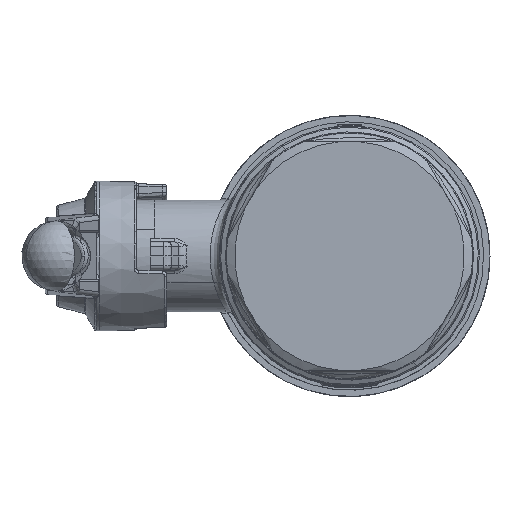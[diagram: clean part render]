
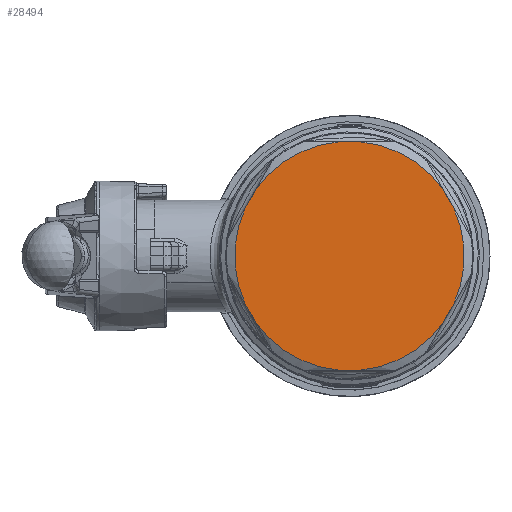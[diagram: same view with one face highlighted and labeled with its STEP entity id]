
A CAD part, left-side view. The second image highlights one B-rep face of the part: STEP entity #28494.
In plain terms, the highlighted planar face has unit normal (-1, 0, 0).
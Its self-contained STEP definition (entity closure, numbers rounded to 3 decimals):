
#24616=CARTESIAN_POINT('Axis2P3D Location',(-41.5,0.,0.)) ;
#24620=CARTESIAN_POINT('Vertex',(-41.5,2.211,24.4)) ;
#24622=CARTESIAN_POINT('Vertex',(-41.5,20.025,14.115)) ;
#25021=CARTESIAN_POINT('Axis2P3D Location',(-41.5,0.,0.)) ;
#25025=CARTESIAN_POINT('Vertex',(-41.5,-20.025,14.115)) ;
#25027=CARTESIAN_POINT('Vertex',(-41.5,-2.211,24.4)) ;
#25417=CARTESIAN_POINT('Axis2P3D Location',(-41.5,0.,0.)) ;
#25421=CARTESIAN_POINT('Vertex',(-41.5,-22.237,-10.285)) ;
#25423=CARTESIAN_POINT('Vertex',(-41.5,-22.237,10.285)) ;
#25813=CARTESIAN_POINT('Axis2P3D Location',(-41.5,0.,0.)) ;
#25817=CARTESIAN_POINT('Vertex',(-41.5,-2.211,-24.4)) ;
#25819=CARTESIAN_POINT('Vertex',(-41.5,-20.025,-14.115)) ;
#26924=CARTESIAN_POINT('Axis2P3D Location',(-41.5,0.,0.)) ;
#26928=CARTESIAN_POINT('Vertex',(-41.5,20.025,-14.115)) ;
#26930=CARTESIAN_POINT('Vertex',(-41.5,2.211,-24.4)) ;
#27320=CARTESIAN_POINT('Axis2P3D Location',(-41.5,0.,0.)) ;
#27324=CARTESIAN_POINT('Vertex',(-41.5,22.237,10.285)) ;
#27326=CARTESIAN_POINT('Vertex',(-41.5,22.237,-10.285)) ;
#28445=CARTESIAN_POINT('Axis2P3D Location',(-41.5,21.35,0.)) ;
#28450=CARTESIAN_POINT('Line Origine',(-41.5,21.131,12.2)) ;
#28455=CARTESIAN_POINT('Line Origine',(-41.5,21.131,-12.2)) ;
#28460=CARTESIAN_POINT('Line Origine',(-41.5,0.,-24.4)) ;
#28465=CARTESIAN_POINT('Line Origine',(-41.5,-21.131,-12.2)) ;
#28470=CARTESIAN_POINT('Line Origine',(-41.5,-21.131,12.2)) ;
#28475=CARTESIAN_POINT('Line Origine',(-41.5,0.,24.4)) ;
#24617=DIRECTION('Axis2P3D Direction',(1.,-0.,0.)) ;
#25022=DIRECTION('Axis2P3D Direction',(1.,-0.,0.)) ;
#25418=DIRECTION('Axis2P3D Direction',(1.,-0.,0.)) ;
#25814=DIRECTION('Axis2P3D Direction',(1.,-0.,0.)) ;
#26925=DIRECTION('Axis2P3D Direction',(1.,-0.,0.)) ;
#27321=DIRECTION('Axis2P3D Direction',(1.,-0.,0.)) ;
#28446=DIRECTION('Axis2P3D Direction',(-1.,0.,0.)) ;
#28447=DIRECTION('Axis2P3D XDirection',(0.,1.,0.)) ;
#28451=DIRECTION('Vector Direction',(0.,-0.5,0.866)) ;
#28456=DIRECTION('Vector Direction',(0.,-0.5,-0.866)) ;
#28461=DIRECTION('Vector Direction',(0.,-1.,0.)) ;
#28466=DIRECTION('Vector Direction',(0.,0.5,-0.866)) ;
#28471=DIRECTION('Vector Direction',(0.,0.5,0.866)) ;
#28476=DIRECTION('Vector Direction',(0.,1.,0.)) ;
#24618=AXIS2_PLACEMENT_3D('Circle Axis2P3D',#24616,#24617,$) ;
#25023=AXIS2_PLACEMENT_3D('Circle Axis2P3D',#25021,#25022,$) ;
#25419=AXIS2_PLACEMENT_3D('Circle Axis2P3D',#25417,#25418,$) ;
#25815=AXIS2_PLACEMENT_3D('Circle Axis2P3D',#25813,#25814,$) ;
#26926=AXIS2_PLACEMENT_3D('Circle Axis2P3D',#26924,#26925,$) ;
#27322=AXIS2_PLACEMENT_3D('Circle Axis2P3D',#27320,#27321,$) ;
#28448=AXIS2_PLACEMENT_3D('Plane Axis2P3D',#28445,#28446,#28447) ;
#28481=ORIENTED_EDGE('',*,*,#24624,.T.) ;
#28482=ORIENTED_EDGE('',*,*,#28454,.F.) ;
#28483=ORIENTED_EDGE('',*,*,#27328,.T.) ;
#28484=ORIENTED_EDGE('',*,*,#28459,.T.) ;
#28485=ORIENTED_EDGE('',*,*,#26932,.T.) ;
#28486=ORIENTED_EDGE('',*,*,#28464,.T.) ;
#28487=ORIENTED_EDGE('',*,*,#25821,.T.) ;
#28488=ORIENTED_EDGE('',*,*,#28469,.F.) ;
#28489=ORIENTED_EDGE('',*,*,#25425,.T.) ;
#28490=ORIENTED_EDGE('',*,*,#28474,.T.) ;
#28491=ORIENTED_EDGE('',*,*,#25029,.T.) ;
#28492=ORIENTED_EDGE('',*,*,#28479,.T.) ;
#28452=VECTOR('Line Direction',#28451,1.) ;
#28457=VECTOR('Line Direction',#28456,1.) ;
#28462=VECTOR('Line Direction',#28461,1.) ;
#28467=VECTOR('Line Direction',#28466,1.) ;
#28472=VECTOR('Line Direction',#28471,1.) ;
#28477=VECTOR('Line Direction',#28476,1.) ;
#28494=ADVANCED_FACE('PartBody',(#28493),#28449,.T.) ;
#24619=CIRCLE('generated circle',#24618,24.5) ;
#25024=CIRCLE('generated circle',#25023,24.5) ;
#25420=CIRCLE('generated circle',#25419,24.5) ;
#25816=CIRCLE('generated circle',#25815,24.5) ;
#26927=CIRCLE('generated circle',#26926,24.5) ;
#27323=CIRCLE('generated circle',#27322,24.5) ;
#24624=EDGE_CURVE('',#24621,#24623,#24619,.F.) ;
#25029=EDGE_CURVE('',#25026,#25028,#25024,.F.) ;
#25425=EDGE_CURVE('',#25422,#25424,#25420,.F.) ;
#25821=EDGE_CURVE('',#25818,#25820,#25816,.F.) ;
#26932=EDGE_CURVE('',#26929,#26931,#26927,.F.) ;
#27328=EDGE_CURVE('',#27325,#27327,#27323,.F.) ;
#28454=EDGE_CURVE('',#27325,#24623,#28453,.T.) ;
#28459=EDGE_CURVE('',#27327,#26929,#28458,.T.) ;
#28464=EDGE_CURVE('',#26931,#25818,#28463,.T.) ;
#28469=EDGE_CURVE('',#25422,#25820,#28468,.T.) ;
#28474=EDGE_CURVE('',#25424,#25026,#28473,.T.) ;
#28479=EDGE_CURVE('',#25028,#24621,#28478,.T.) ;
#28480=EDGE_LOOP('',(#28481,#28482,#28483,#28484,#28485,#28486,#28487,#28488,#28489,#28490,#28491,#28492)) ;
#28493=FACE_OUTER_BOUND('',#28480,.T.) ;
#28453=LINE('Line',#28450,#28452) ;
#28458=LINE('Line',#28455,#28457) ;
#28463=LINE('Line',#28460,#28462) ;
#28468=LINE('Line',#28465,#28467) ;
#28473=LINE('Line',#28470,#28472) ;
#28478=LINE('Line',#28475,#28477) ;
#28449=PLANE('',#28448) ;
#24621=VERTEX_POINT('',#24620) ;
#24623=VERTEX_POINT('',#24622) ;
#25026=VERTEX_POINT('',#25025) ;
#25028=VERTEX_POINT('',#25027) ;
#25422=VERTEX_POINT('',#25421) ;
#25424=VERTEX_POINT('',#25423) ;
#25818=VERTEX_POINT('',#25817) ;
#25820=VERTEX_POINT('',#25819) ;
#26929=VERTEX_POINT('',#26928) ;
#26931=VERTEX_POINT('',#26930) ;
#27325=VERTEX_POINT('',#27324) ;
#27327=VERTEX_POINT('',#27326) ;
